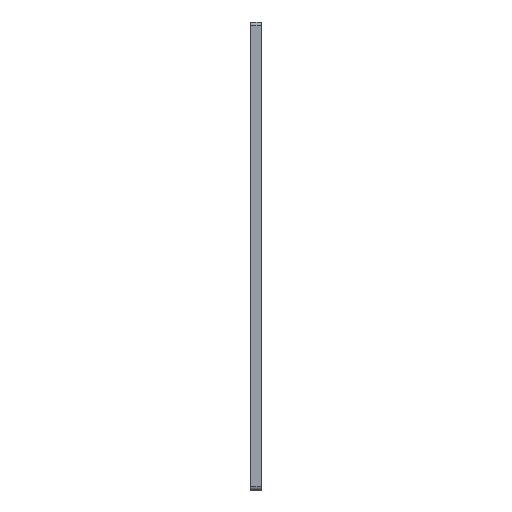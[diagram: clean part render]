
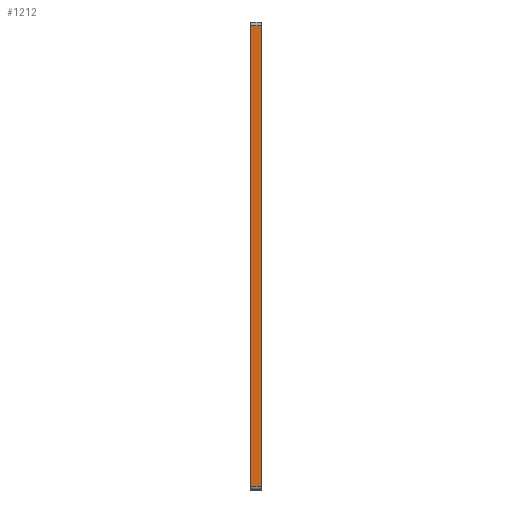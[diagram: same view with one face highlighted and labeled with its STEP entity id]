
A CAD part, left-side view. The second image highlights one B-rep face of the part: STEP entity #1212.
In plain terms, the highlighted planar face has unit normal (-1, 0, 0).
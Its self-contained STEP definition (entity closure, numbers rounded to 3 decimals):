
#106=PLANE('',#1386);
#170=FACE_OUTER_BOUND('',#278,.T.);
#278=EDGE_LOOP('',(#1053,#1054,#1055,#1056));
#332=LINE('',#1887,#392);
#337=LINE('',#1950,#397);
#338=LINE('',#1954,#398);
#373=LINE('',#2092,#433);
#392=VECTOR('',#1522,10.);
#397=VECTOR('',#1587,10.);
#398=VECTOR('',#1592,10.);
#433=VECTOR('',#1765,10.);
#570=VERTEX_POINT('',#1884);
#571=VERTEX_POINT('',#1886);
#599=VERTEX_POINT('',#1948);
#600=VERTEX_POINT('',#1952);
#686=EDGE_CURVE('',#570,#571,#332,.T.);
#718=EDGE_CURVE('',#599,#570,#337,.T.);
#720=EDGE_CURVE('',#571,#600,#338,.T.);
#789=EDGE_CURVE('',#600,#599,#373,.T.);
#1053=ORIENTED_EDGE('',*,*,#718,.F.);
#1054=ORIENTED_EDGE('',*,*,#789,.F.);
#1055=ORIENTED_EDGE('',*,*,#720,.F.);
#1056=ORIENTED_EDGE('',*,*,#686,.F.);
#1212=ADVANCED_FACE('',(#170),#106,.T.);
#1386=AXIS2_PLACEMENT_3D('',#2091,#1763,#1764);
#1522=DIRECTION('',(0.,0.,-1.));
#1587=DIRECTION('',(0.,-1.,0.));
#1592=DIRECTION('',(0.,1.,0.));
#1763=DIRECTION('center_axis',(-1.,0.,0.));
#1764=DIRECTION('ref_axis',(0.,0.,1.));
#1765=DIRECTION('',(0.,0.,1.));
#1884=CARTESIAN_POINT('',(-130.704,0.,63.25));
#1886=CARTESIAN_POINT('',(-130.704,0.,-63.25));
#1887=CARTESIAN_POINT('',(-130.704,0.,64.25));
#1948=CARTESIAN_POINT('',(-130.704,3.,63.25));
#1950=CARTESIAN_POINT('',(-130.704,0.,63.25));
#1952=CARTESIAN_POINT('',(-130.704,3.,-63.25));
#1954=CARTESIAN_POINT('',(-130.704,0.,-63.25));
#2091=CARTESIAN_POINT('Origin',(-130.704,0.,-64.25));
#2092=CARTESIAN_POINT('',(-130.704,3.,64.25));
